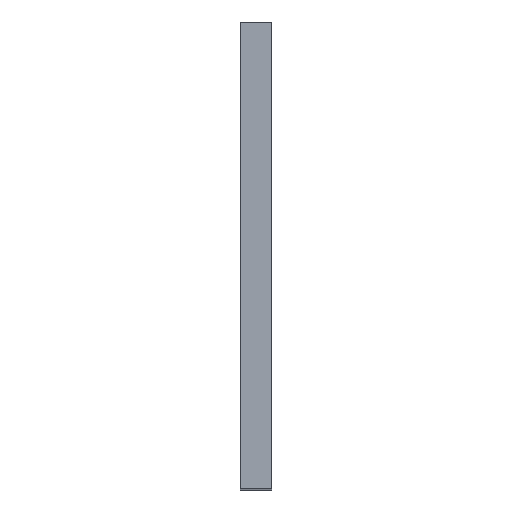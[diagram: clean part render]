
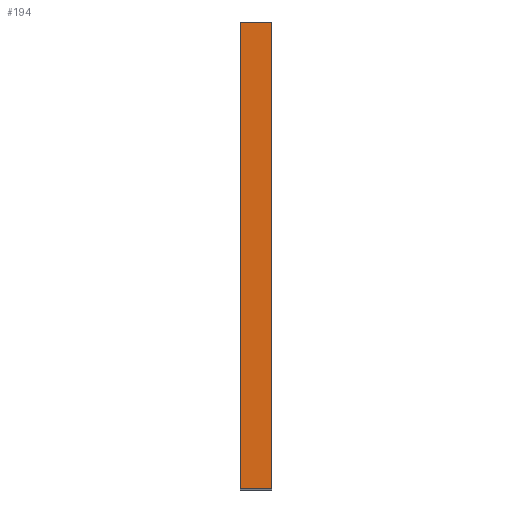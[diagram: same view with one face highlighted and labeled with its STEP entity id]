
A CAD part, top view. The second image highlights one B-rep face of the part: STEP entity #194.
In plain terms, the highlighted planar face has unit normal (0, 0, 1).
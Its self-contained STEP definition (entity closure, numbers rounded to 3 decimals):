
#35 = ORIENTED_EDGE ( 'NONE', *, *, #479, .T. ) ;
#75 = PLANE ( 'NONE',  #493 ) ;
#91 = VERTEX_POINT ( 'NONE', #369 ) ;
#97 = CARTESIAN_POINT ( 'NONE',  ( 0., 0., 4. ) ) ;
#180 = LINE ( 'NONE', #1371, #923 ) ;
#194 = ADVANCED_FACE ( 'NONE', ( #605 ), #75, .T. ) ;
#227 = LINE ( 'NONE', #654, #472 ) ;
#247 = ORIENTED_EDGE ( 'NONE', *, *, #1059, .F. ) ;
#253 = VECTOR ( 'NONE', #795, 1000. ) ;
#305 = VERTEX_POINT ( 'NONE', #414 ) ;
#332 = CARTESIAN_POINT ( 'NONE',  ( -9., 44., 4. ) ) ;
#369 = CARTESIAN_POINT ( 'NONE',  ( -15., 44., 4. ) ) ;
#414 = CARTESIAN_POINT ( 'NONE',  ( -9., -44., 4. ) ) ;
#421 = LINE ( 'NONE', #332, #253 ) ;
#425 = VERTEX_POINT ( 'NONE', #439 ) ;
#439 = CARTESIAN_POINT ( 'NONE',  ( -9., 44., 4. ) ) ;
#446 = CARTESIAN_POINT ( 'NONE',  ( -9., -44., 4. ) ) ;
#472 = VECTOR ( 'NONE', #540, 1000. ) ;
#479 = EDGE_CURVE ( 'NONE', #853, #305, #848, .T. ) ;
#493 = AXIS2_PLACEMENT_3D ( 'NONE', #97, #1388, #1277 ) ;
#540 = DIRECTION ( 'NONE',  ( 0., 1., 0. ) ) ;
#551 = DIRECTION ( 'NONE',  ( 1., 0., 0. ) ) ;
#569 = EDGE_LOOP ( 'NONE', ( #35, #1115, #573, #247 ) ) ;
#573 = ORIENTED_EDGE ( 'NONE', *, *, #961, .T. ) ;
#605 = FACE_OUTER_BOUND ( 'NONE', #569, .T. ) ;
#654 = CARTESIAN_POINT ( 'NONE',  ( -15., 44., 4. ) ) ;
#789 = VECTOR ( 'NONE', #551, 1000. ) ;
#795 = DIRECTION ( 'NONE',  ( 0., -1., 0. ) ) ;
#845 = DIRECTION ( 'NONE',  ( -1., 0., 0. ) ) ;
#848 = LINE ( 'NONE', #446, #789 ) ;
#853 = VERTEX_POINT ( 'NONE', #1276 ) ;
#923 = VECTOR ( 'NONE', #845, 1000. ) ;
#961 = EDGE_CURVE ( 'NONE', #425, #91, #180, .T. ) ;
#1059 = EDGE_CURVE ( 'NONE', #853, #91, #227, .T. ) ;
#1115 = ORIENTED_EDGE ( 'NONE', *, *, #1162, .F. ) ;
#1162 = EDGE_CURVE ( 'NONE', #425, #305, #421, .T. ) ;
#1276 = CARTESIAN_POINT ( 'NONE',  ( -15., -44., 4. ) ) ;
#1277 = DIRECTION ( 'NONE',  ( 1., 0., 0. ) ) ;
#1371 = CARTESIAN_POINT ( 'NONE',  ( -9., 44., 4. ) ) ;
#1388 = DIRECTION ( 'NONE',  ( 0., 0., 1. ) ) ;
